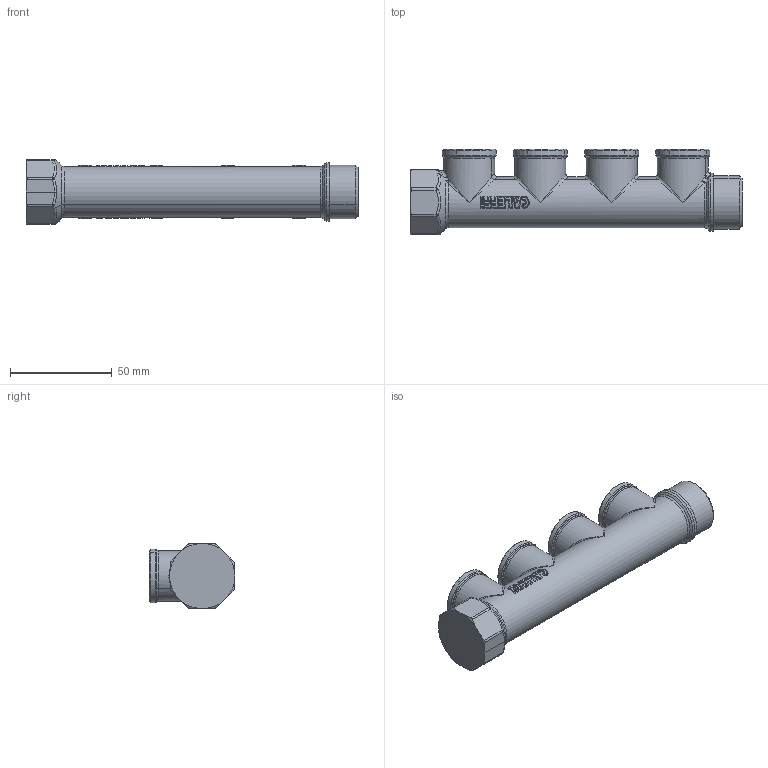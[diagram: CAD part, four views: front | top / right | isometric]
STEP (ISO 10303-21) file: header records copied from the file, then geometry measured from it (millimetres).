
FILE_DESCRIPTION(('CATIA V5 STEP Exchange'),'2;1');
FILE_NAME('STEP_349340_-_TST.stp','2018-06-14T08:30:26+00:00',('none'),('none'),'CATIA Version 5-6 Release 2016 SP4','CATIA V5 STEP AP203','none');
FILE_SCHEMA(('CONFIG_CONTROL_DESIGN'));
Products named in the file (1): 349340 - TST
Bounding box: 163 x 41.9 x 31.8 mm (x, y, z)
Volume: 117797.3 mm3; surface area: 20192.2 mm2
Topology: 1 solids, 1 shells, 897 faces, 2064 edges, 1082 vertices
Faces by surface type: bspline 540, cylinder 146, sphere 86, plane 69, cone 33, torus 23
Entity records: 50751 total; most frequent: CARTESIAN_POINT 36157, ORIENTED_EDGE 3920, EDGE_CURVE 1960, B_SPLINE_CURVE_WITH_KNOTS 1398, DIRECTION 1180, VERTEX_POINT 1082, EDGE_LOOP 914, ADVANCED_FACE 897
